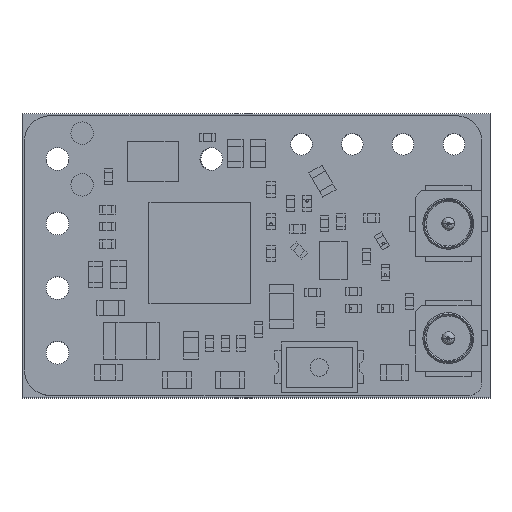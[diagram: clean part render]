
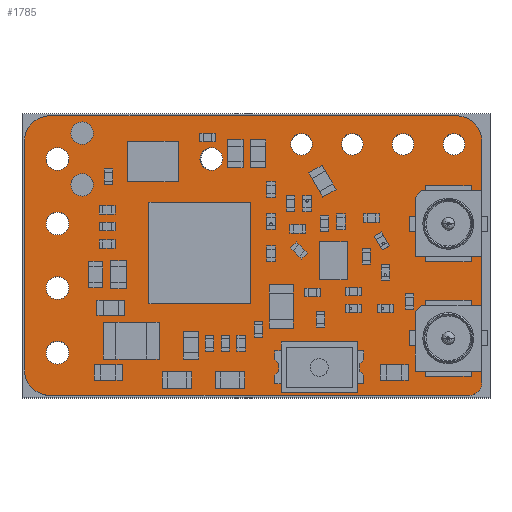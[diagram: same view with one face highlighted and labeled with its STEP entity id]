
A CAD part, top view. The second image highlights one B-rep face of the part: STEP entity #1785.
In plain terms, the highlighted planar face has unit normal (0, 0, 1).
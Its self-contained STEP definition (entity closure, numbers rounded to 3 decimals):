
#1124 = VERTEX_POINT('',#1125);
#1125 = CARTESIAN_POINT('',(1.,0.,0.99));
#1131 = EDGE_CURVE('',#1124,#1132,#1134,.T.);
#1132 = VERTEX_POINT('',#1133);
#1133 = CARTESIAN_POINT('',(0.,1.,0.99));
#1134 = CIRCLE('',#1135,1.);
#1135 = AXIS2_PLACEMENT_3D('',#1136,#1137,#1138);
#1136 = CARTESIAN_POINT('',(1.,1.,0.99));
#1137 = DIRECTION('',(0.,0.,-1.));
#1138 = DIRECTION('',(0.,-1.,0.));
#1164 = EDGE_CURVE('',#1132,#1165,#1167,.T.);
#1165 = VERTEX_POINT('',#1166);
#1166 = CARTESIAN_POINT('',(0.,10.,0.99));
#1167 = LINE('',#1168,#1169);
#1168 = CARTESIAN_POINT('',(0.,1.,0.99));
#1169 = VECTOR('',#1170,1.);
#1170 = DIRECTION('',(0.,1.,0.));
#1195 = EDGE_CURVE('',#1165,#1196,#1198,.T.);
#1196 = VERTEX_POINT('',#1197);
#1197 = CARTESIAN_POINT('',(1.,11.,0.99));
#1198 = CIRCLE('',#1199,1.);
#1199 = AXIS2_PLACEMENT_3D('',#1200,#1201,#1202);
#1200 = CARTESIAN_POINT('',(1.,10.,0.99));
#1201 = DIRECTION('',(0.,0.,-1.));
#1202 = DIRECTION('',(-1.,0.,0.));
#1228 = EDGE_CURVE('',#1196,#1229,#1231,.T.);
#1229 = VERTEX_POINT('',#1230);
#1230 = CARTESIAN_POINT('',(17.,11.,0.99));
#1231 = LINE('',#1232,#1233);
#1232 = CARTESIAN_POINT('',(1.,11.,0.99));
#1233 = VECTOR('',#1234,1.);
#1234 = DIRECTION('',(1.,0.,0.));
#1259 = EDGE_CURVE('',#1229,#1260,#1262,.T.);
#1260 = VERTEX_POINT('',#1261);
#1261 = CARTESIAN_POINT('',(18.,10.,0.99));
#1262 = CIRCLE('',#1263,1.);
#1263 = AXIS2_PLACEMENT_3D('',#1264,#1265,#1266);
#1264 = CARTESIAN_POINT('',(17.,10.,0.99));
#1265 = DIRECTION('',(0.,0.,-1.));
#1266 = DIRECTION('',(0.,1.,0.));
#1292 = EDGE_CURVE('',#1260,#1293,#1295,.T.);
#1293 = VERTEX_POINT('',#1294);
#1294 = CARTESIAN_POINT('',(18.,0.5,0.99));
#1295 = LINE('',#1296,#1297);
#1296 = CARTESIAN_POINT('',(18.,10.,0.99));
#1297 = VECTOR('',#1298,1.);
#1298 = DIRECTION('',(0.,-1.,0.));
#1323 = EDGE_CURVE('',#1293,#1324,#1326,.T.);
#1324 = VERTEX_POINT('',#1325);
#1325 = CARTESIAN_POINT('',(17.5,0.,0.99));
#1326 = CIRCLE('',#1327,0.498);
#1327 = AXIS2_PLACEMENT_3D('',#1328,#1329,#1330);
#1328 = CARTESIAN_POINT('',(17.502,0.498,0.99));
#1329 = DIRECTION('',(0.,0.,-1.));
#1330 = DIRECTION('',(1.,0.003,0.));
#1356 = EDGE_CURVE('',#1324,#1124,#1357,.T.);
#1357 = LINE('',#1358,#1359);
#1358 = CARTESIAN_POINT('',(17.5,0.,0.99));
#1359 = VECTOR('',#1360,1.);
#1360 = DIRECTION('',(-1.,0.,0.));
#1387 = VERTEX_POINT('',#1388);
#1388 = CARTESIAN_POINT('',(1.75,4.22,0.99));
#1394 = EDGE_CURVE('',#1387,#1387,#1395,.T.);
#1395 = CIRCLE('',#1396,0.45);
#1396 = AXIS2_PLACEMENT_3D('',#1397,#1398,#1399);
#1397 = CARTESIAN_POINT('',(1.3,4.22,0.99));
#1398 = DIRECTION('',(0.,0.,1.));
#1399 = DIRECTION('',(1.,0.,0.));
#1420 = VERTEX_POINT('',#1421);
#1421 = CARTESIAN_POINT('',(1.75,1.68,0.99));
#1427 = EDGE_CURVE('',#1420,#1420,#1428,.T.);
#1428 = CIRCLE('',#1429,0.45);
#1429 = AXIS2_PLACEMENT_3D('',#1430,#1431,#1432);
#1430 = CARTESIAN_POINT('',(1.3,1.68,0.99));
#1431 = DIRECTION('',(0.,0.,1.));
#1432 = DIRECTION('',(1.,0.,0.));
#1453 = VERTEX_POINT('',#1454);
#1454 = CARTESIAN_POINT('',(1.75,6.76,0.99));
#1460 = EDGE_CURVE('',#1453,#1453,#1461,.T.);
#1461 = CIRCLE('',#1462,0.45);
#1462 = AXIS2_PLACEMENT_3D('',#1463,#1464,#1465);
#1463 = CARTESIAN_POINT('',(1.3,6.76,0.99));
#1464 = DIRECTION('',(0.,0.,1.));
#1465 = DIRECTION('',(1.,0.,0.));
#1486 = VERTEX_POINT('',#1487);
#1487 = CARTESIAN_POINT('',(1.75,9.3,0.99));
#1493 = EDGE_CURVE('',#1486,#1486,#1494,.T.);
#1494 = CIRCLE('',#1495,0.45);
#1495 = AXIS2_PLACEMENT_3D('',#1496,#1497,#1498);
#1496 = CARTESIAN_POINT('',(1.3,9.3,0.99));
#1497 = DIRECTION('',(0.,0.,1.));
#1498 = DIRECTION('',(1.,0.,0.));
#1519 = VERTEX_POINT('',#1520);
#1520 = CARTESIAN_POINT('',(2.714,10.316,0.99));
#1526 = EDGE_CURVE('',#1519,#1519,#1527,.T.);
#1527 = CIRCLE('',#1528,0.445);
#1528 = AXIS2_PLACEMENT_3D('',#1529,#1530,#1531);
#1529 = CARTESIAN_POINT('',(2.27,10.316,0.99));
#1530 = DIRECTION('',(0.,0.,1.));
#1531 = DIRECTION('',(1.,0.,0.));
#1552 = VERTEX_POINT('',#1553);
#1553 = CARTESIAN_POINT('',(2.714,8.284,0.99));
#1559 = EDGE_CURVE('',#1552,#1552,#1560,.T.);
#1560 = CIRCLE('',#1561,0.445);
#1561 = AXIS2_PLACEMENT_3D('',#1562,#1563,#1564);
#1562 = CARTESIAN_POINT('',(2.27,8.284,0.99));
#1563 = DIRECTION('',(0.,0.,1.));
#1564 = DIRECTION('',(1.,0.,0.));
#1585 = VERTEX_POINT('',#1586);
#1586 = CARTESIAN_POINT('',(7.794,9.3,0.99));
#1592 = EDGE_CURVE('',#1585,#1585,#1593,.T.);
#1593 = CIRCLE('',#1594,0.445);
#1594 = AXIS2_PLACEMENT_3D('',#1595,#1596,#1597);
#1595 = CARTESIAN_POINT('',(7.35,9.3,0.99));
#1596 = DIRECTION('',(0.,0.,1.));
#1597 = DIRECTION('',(1.,0.,0.));
#1618 = VERTEX_POINT('',#1619);
#1619 = CARTESIAN_POINT('',(11.325,9.88,0.99));
#1625 = EDGE_CURVE('',#1618,#1618,#1626,.T.);
#1626 = CIRCLE('',#1627,0.425);
#1627 = AXIS2_PLACEMENT_3D('',#1628,#1629,#1630);
#1628 = CARTESIAN_POINT('',(10.9,9.88,0.99));
#1629 = DIRECTION('',(0.,0.,1.));
#1630 = DIRECTION('',(1.,0.,0.));
#1651 = VERTEX_POINT('',#1652);
#1652 = CARTESIAN_POINT('',(13.325,9.88,0.99));
#1658 = EDGE_CURVE('',#1651,#1651,#1659,.T.);
#1659 = CIRCLE('',#1660,0.425);
#1660 = AXIS2_PLACEMENT_3D('',#1661,#1662,#1663);
#1661 = CARTESIAN_POINT('',(12.9,9.88,0.99));
#1662 = DIRECTION('',(0.,0.,1.));
#1663 = DIRECTION('',(1.,0.,0.));
#1684 = VERTEX_POINT('',#1685);
#1685 = CARTESIAN_POINT('',(17.325,9.88,0.99));
#1691 = EDGE_CURVE('',#1684,#1684,#1692,.T.);
#1692 = CIRCLE('',#1693,0.425);
#1693 = AXIS2_PLACEMENT_3D('',#1694,#1695,#1696);
#1694 = CARTESIAN_POINT('',(16.9,9.88,0.99));
#1695 = DIRECTION('',(0.,0.,1.));
#1696 = DIRECTION('',(1.,0.,0.));
#1717 = VERTEX_POINT('',#1718);
#1718 = CARTESIAN_POINT('',(15.325,9.88,0.99));
#1724 = EDGE_CURVE('',#1717,#1717,#1725,.T.);
#1725 = CIRCLE('',#1726,0.425);
#1726 = AXIS2_PLACEMENT_3D('',#1727,#1728,#1729);
#1727 = CARTESIAN_POINT('',(14.9,9.88,0.99));
#1728 = DIRECTION('',(0.,0.,1.));
#1729 = DIRECTION('',(1.,0.,0.));
#1785 = ADVANCED_FACE('',(#1786,#1796,#1799,#1802,#1805,#1808,#1811,
    #1814,#1817,#1820,#1823,#1826),#1829,.T.);
#1786 = FACE_BOUND('',#1787,.F.);
#1787 = EDGE_LOOP('',(#1788,#1789,#1790,#1791,#1792,#1793,#1794,#1795));
#1788 = ORIENTED_EDGE('',*,*,#1131,.T.);
#1789 = ORIENTED_EDGE('',*,*,#1164,.T.);
#1790 = ORIENTED_EDGE('',*,*,#1195,.T.);
#1791 = ORIENTED_EDGE('',*,*,#1228,.T.);
#1792 = ORIENTED_EDGE('',*,*,#1259,.T.);
#1793 = ORIENTED_EDGE('',*,*,#1292,.T.);
#1794 = ORIENTED_EDGE('',*,*,#1323,.T.);
#1795 = ORIENTED_EDGE('',*,*,#1356,.T.);
#1796 = FACE_BOUND('',#1797,.T.);
#1797 = EDGE_LOOP('',(#1798));
#1798 = ORIENTED_EDGE('',*,*,#1394,.F.);
#1799 = FACE_BOUND('',#1800,.T.);
#1800 = EDGE_LOOP('',(#1801));
#1801 = ORIENTED_EDGE('',*,*,#1427,.F.);
#1802 = FACE_BOUND('',#1803,.T.);
#1803 = EDGE_LOOP('',(#1804));
#1804 = ORIENTED_EDGE('',*,*,#1460,.F.);
#1805 = FACE_BOUND('',#1806,.T.);
#1806 = EDGE_LOOP('',(#1807));
#1807 = ORIENTED_EDGE('',*,*,#1493,.F.);
#1808 = FACE_BOUND('',#1809,.T.);
#1809 = EDGE_LOOP('',(#1810));
#1810 = ORIENTED_EDGE('',*,*,#1526,.F.);
#1811 = FACE_BOUND('',#1812,.T.);
#1812 = EDGE_LOOP('',(#1813));
#1813 = ORIENTED_EDGE('',*,*,#1559,.F.);
#1814 = FACE_BOUND('',#1815,.T.);
#1815 = EDGE_LOOP('',(#1816));
#1816 = ORIENTED_EDGE('',*,*,#1592,.F.);
#1817 = FACE_BOUND('',#1818,.T.);
#1818 = EDGE_LOOP('',(#1819));
#1819 = ORIENTED_EDGE('',*,*,#1625,.F.);
#1820 = FACE_BOUND('',#1821,.T.);
#1821 = EDGE_LOOP('',(#1822));
#1822 = ORIENTED_EDGE('',*,*,#1658,.F.);
#1823 = FACE_BOUND('',#1824,.T.);
#1824 = EDGE_LOOP('',(#1825));
#1825 = ORIENTED_EDGE('',*,*,#1691,.F.);
#1826 = FACE_BOUND('',#1827,.T.);
#1827 = EDGE_LOOP('',(#1828));
#1828 = ORIENTED_EDGE('',*,*,#1724,.F.);
#1829 = PLANE('',#1830);
#1830 = AXIS2_PLACEMENT_3D('',#1831,#1832,#1833);
#1831 = CARTESIAN_POINT('',(1.,0.,0.99));
#1832 = DIRECTION('',(0.,0.,1.));
#1833 = DIRECTION('',(1.,0.,0.));
